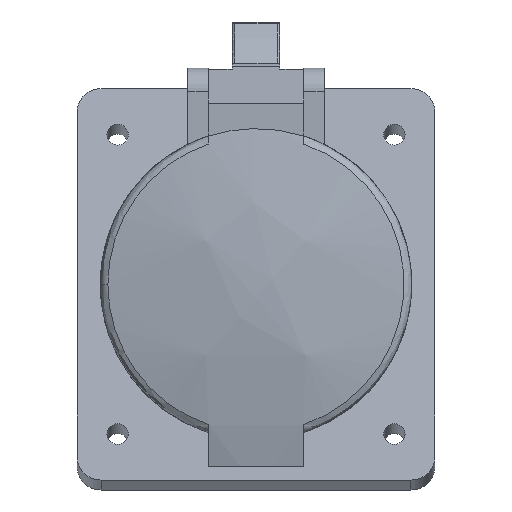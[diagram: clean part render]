
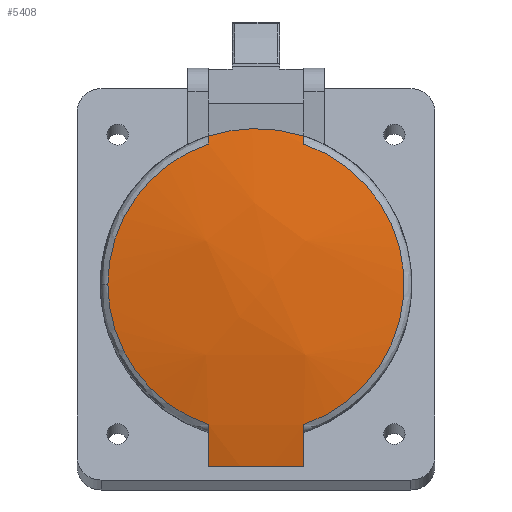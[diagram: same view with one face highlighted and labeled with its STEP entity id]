
A CAD part, top view. The second image highlights one B-rep face of the part: STEP entity #5408.
In plain terms, the highlighted free-form (B-spline) face has degree [3, 3] with [4, 4] control points.
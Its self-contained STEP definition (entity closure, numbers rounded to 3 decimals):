
#53 = CARTESIAN_POINT ( 'NONE',  ( 1.665, 34.365, 42.153 ) ) ;
#81 = CARTESIAN_POINT ( 'NONE',  ( 3.347, 34.231, 42.153 ) ) ;
#154 = CARTESIAN_POINT ( 'NONE',  ( 6.674, 33.709, 42.153 ) ) ;
#231 = CARTESIAN_POINT ( 'NONE',  ( 8.319, 33.32, 42.153 ) ) ;
#380 = CARTESIAN_POINT ( 'NONE',  ( 9.945, 32.796, 42.153 ) ) ;
#485 = VERTEX_POINT ( 'NONE', #1103 ) ;
#737 = ORIENTED_EDGE ( 'NONE', *, *, #7226, .T. ) ;
#1103 = CARTESIAN_POINT ( 'NONE',  ( 9.945, -36.434, 40.472 ) ) ;
#1107 = DIRECTION ( 'NONE',  ( -1., 0., 0. ) ) ;
#1417 = CIRCLE ( 'NONE', #19845, 145.067 ) ;
#1584 = CARTESIAN_POINT ( 'NONE',  ( 9.945, 31.126, 42.498 ) ) ;
#1612 = CARTESIAN_POINT ( 'NONE',  ( 9.945, 31.684, 42.386 ) ) ;
#1769 = AXIS2_PLACEMENT_3D ( 'NONE', #13683, #13636, #13607 ) ;
#1817 = CARTESIAN_POINT ( 'NONE',  ( 9.945, 32.796, 42.153 ) ) ;
#1834 = CARTESIAN_POINT ( 'NONE',  ( 9.945, 32.24, 42.272 ) ) ;
#1872 = CARTESIAN_POINT ( 'NONE',  ( 9.945, 31.126, 42.498 ) ) ;
#2674 = ORIENTED_EDGE ( 'NONE', *, *, #6379, .T. ) ;
#2979 = B_SPLINE_CURVE_WITH_KNOTS ( 'NONE', 3,
 ( #9876, #9449, #8930, #8890 ),
 .UNSPECIFIED., .F., .F.,
 ( 4, 4 ),
 ( 0., 0.009 ),
 .UNSPECIFIED. ) ;
#3202 = CARTESIAN_POINT ( 'NONE',  ( -4.275, 34.103, 42.153 ) ) ;
#3335 = VERTEX_POINT ( 'NONE', #4680 ) ;
#3512 = CARTESIAN_POINT ( 'NONE',  ( -3.434, 34.201, 42.153 ) ) ;
#3575 = CARTESIAN_POINT ( 'NONE',  ( -10.055, 31.126, 42.498 ) ) ;
#3664 = CIRCLE ( 'NONE', #19558, 31.064 ) ;
#4094 = ORIENTED_EDGE ( 'NONE', *, *, #5837, .F. ) ;
#4515 = CIRCLE ( 'NONE', #5474, 31.064 ) ;
#4680 = CARTESIAN_POINT ( 'NONE',  ( 9.945, 32.796, 42.153 ) ) ;
#4989 = ORIENTED_EDGE ( 'NONE', *, *, #7292, .T. ) ;
#5181 = CARTESIAN_POINT ( 'NONE',  ( -6.78, 33.71, 42.153 ) ) ;
#5230 = VERTEX_POINT ( 'NONE', #15354 ) ;
#5408 = ADVANCED_FACE ( 'NONE', ( #19682 ), #5481, .T. ) ;
#5409 = EDGE_CURVE ( 'NONE', #15499, #8613, #15872, .T. ) ;
#5474 = AXIS2_PLACEMENT_3D ( 'NONE', #21875, #11517, #1107 ) ;
#5481 =( BOUNDED_SURFACE ( )  B_SPLINE_SURFACE ( 3, 3, ( 
 ( #12235, #11895, #11863, #11789 ),
 ( #11671, #11641, #11598, #11572 ),
 ( #11524, #11500, #11453, #11418 ),
 ( #11364, #11333, #11291, #11267 ) ),
 .UNSPECIFIED., .F., .F., .F. ) 
 B_SPLINE_SURFACE_WITH_KNOTS ( ( 4, 4 ),
 ( 4, 4 ),
 ( 0., 1. ),
 ( 0., 1. ),
 .UNSPECIFIED. ) 
 GEOMETRIC_REPRESENTATION_ITEM ( )  RATIONAL_B_SPLINE_SURFACE ( (
 ( 1., 0.985, 0.985, 1.),
 ( 0.981, 0.966, 0.966, 0.981),
 ( 0.981, 0.966, 0.966, 0.981),
 ( 1., 0.985, 0.985, 1.) ) ) 
 REPRESENTATION_ITEM ( '' )  SURFACE ( )  );
#5801 = CARTESIAN_POINT ( 'NONE',  ( -10.055, 32.796, 42.153 ) ) ;
#5837 = EDGE_CURVE ( 'NONE', #3335, #14079, #8857, .T. ) ;
#6379 = EDGE_CURVE ( 'NONE', #5230, #19774, #9609, .T. ) ;
#6543 = CARTESIAN_POINT ( 'NONE',  ( -10.055, -27.695, 42.498 ) ) ;
#6576 = EDGE_CURVE ( 'NONE', #19774, #17691, #2979, .T. ) ;
#6756 = EDGE_LOOP ( 'NONE', ( #22158, #10410, #8828, #2674, #7191, #737, #4989, #16817, #4094 ) ) ;
#7191 = ORIENTED_EDGE ( 'NONE', *, *, #6576, .T. ) ;
#7226 = EDGE_CURVE ( 'NONE', #17691, #485, #1417, .T. ) ;
#7272 = DIRECTION ( 'NONE',  ( -1., 0., 0. ) ) ;
#7292 = EDGE_CURVE ( 'NONE', #485, #17798, #14106, .T. ) ;
#7348 = DIRECTION ( 'NONE',  ( 0., 0., 1. ) ) ;
#7354 = EDGE_CURVE ( 'NONE', #17798, #14079, #3664, .T. ) ;
#7425 = CARTESIAN_POINT ( 'NONE',  ( -0.055, 1.716, 42.498 ) ) ;
#7520 = EDGE_CURVE ( 'NONE', #3335, #8613, #21835, .T. ) ;
#8613 = VERTEX_POINT ( 'NONE', #11872 ) ;
#8828 = ORIENTED_EDGE ( 'NONE', *, *, #20151, .T. ) ;
#8857 = B_SPLINE_CURVE_WITH_KNOTS ( 'NONE', 3,
 ( #1817, #1834, #1612, #1584 ),
 .UNSPECIFIED., .F., .F.,
 ( 4, 4 ),
 ( 0., 0.002 ),
 .UNSPECIFIED. ) ;
#8890 = CARTESIAN_POINT ( 'NONE',  ( -10.055, -36.434, 40.472 ) ) ;
#8930 = CARTESIAN_POINT ( 'NONE',  ( -10.055, -33.542, 41.235 ) ) ;
#9449 = CARTESIAN_POINT ( 'NONE',  ( -10.055, -30.628, 41.91 ) ) ;
#9609 = CIRCLE ( 'NONE', #1769, 31.064 ) ;
#9731 = CARTESIAN_POINT ( 'NONE',  ( 9.945, -27.695, 42.498 ) ) ;
#9812 = CARTESIAN_POINT ( 'NONE',  ( 9.945, -30.628, 41.91 ) ) ;
#9876 = CARTESIAN_POINT ( 'NONE',  ( -10.055, -27.695, 42.498 ) ) ;
#9890 = CARTESIAN_POINT ( 'NONE',  ( 9.945, -33.542, 41.235 ) ) ;
#10037 = CARTESIAN_POINT ( 'NONE',  ( 9.945, -36.434, 40.472 ) ) ;
#10410 = ORIENTED_EDGE ( 'NONE', *, *, #5409, .F. ) ;
#10673 = CARTESIAN_POINT ( 'NONE',  ( -0.886, 34.366, 42.153 ) ) ;
#10852 = CARTESIAN_POINT ( 'NONE',  ( -10.055, 32.796, 42.153 ) ) ;
#11000 = CARTESIAN_POINT ( 'NONE',  ( -10.055, 31.126, 42.498 ) ) ;
#11072 = CARTESIAN_POINT ( 'NONE',  ( -10.055, 32.24, 42.272 ) ) ;
#11267 = CARTESIAN_POINT ( 'NONE',  ( -30.849, 34.869, 38.763 ) ) ;
#11291 = CARTESIAN_POINT ( 'NONE',  ( -10.475, 34.869, 43.15 ) ) ;
#11333 = CARTESIAN_POINT ( 'NONE',  ( 10.366, 34.869, 43.15 ) ) ;
#11364 = CARTESIAN_POINT ( 'NONE',  ( 30.739, 34.869, 38.763 ) ) ;
#11418 = CARTESIAN_POINT ( 'NONE',  ( -31.976, 11.234, 43.999 ) ) ;
#11453 = CARTESIAN_POINT ( 'NONE',  ( -10.857, 11.234, 48.546 ) ) ;
#11500 = CARTESIAN_POINT ( 'NONE',  ( 10.747, 11.234, 48.546 ) ) ;
#11517 = DIRECTION ( 'NONE',  ( 0., 0., 1. ) ) ;
#11524 = CARTESIAN_POINT ( 'NONE',  ( 31.867, 11.234, 43.999 ) ) ;
#11572 = CARTESIAN_POINT ( 'NONE',  ( -31.889, -12.997, 43.593 ) ) ;
#11598 = CARTESIAN_POINT ( 'NONE',  ( -10.827, -12.997, 48.128 ) ) ;
#11641 = CARTESIAN_POINT ( 'NONE',  ( 10.717, -12.997, 48.128 ) ) ;
#11671 = CARTESIAN_POINT ( 'NONE',  ( 31.779, -12.997, 43.593 ) ) ;
#11789 = CARTESIAN_POINT ( 'NONE',  ( -30.591, -36.434, 37.567 ) ) ;
#11863 = CARTESIAN_POINT ( 'NONE',  ( -10.388, -36.434, 41.917 ) ) ;
#11872 = CARTESIAN_POINT ( 'NONE',  ( -10.055, 32.796, 42.153 ) ) ;
#11895 = CARTESIAN_POINT ( 'NONE',  ( 10.278, -36.434, 41.917 ) ) ;
#11946 = CARTESIAN_POINT ( 'NONE',  ( -10.055, 31.684, 42.386 ) ) ;
#12102 = DIRECTION ( 'NONE',  ( 0., 0., -1. ) ) ;
#12152 = DIRECTION ( 'NONE',  ( 0., 1., 0. ) ) ;
#12177 = CARTESIAN_POINT ( 'NONE',  ( -0.055, -36.434, -104.25 ) ) ;
#12235 = CARTESIAN_POINT ( 'NONE',  ( 30.482, -36.434, 37.567 ) ) ;
#13607 = DIRECTION ( 'NONE',  ( -1., 0., 0. ) ) ;
#13636 = DIRECTION ( 'NONE',  ( 0., 0., 1. ) ) ;
#13683 = CARTESIAN_POINT ( 'NONE',  ( -0.055, 1.716, 42.498 ) ) ;
#14079 = VERTEX_POINT ( 'NONE', #1872 ) ;
#14106 = B_SPLINE_CURVE_WITH_KNOTS ( 'NONE', 3,
 ( #10037, #9890, #9812, #9731 ),
 .UNSPECIFIED., .F., .F.,
 ( 4, 4 ),
 ( 0., 0.009 ),
 .UNSPECIFIED. ) ;
#15354 = CARTESIAN_POINT ( 'NONE',  ( -31.119, 1.716, 42.498 ) ) ;
#15499 = VERTEX_POINT ( 'NONE', #3575 ) ;
#15872 = B_SPLINE_CURVE_WITH_KNOTS ( 'NONE', 3,
 ( #11000, #11946, #11072, #10852 ),
 .UNSPECIFIED., .F., .F.,
 ( 4, 4 ),
 ( 0., 0.002 ),
 .UNSPECIFIED. ) ;
#16817 = ORIENTED_EDGE ( 'NONE', *, *, #7354, .T. ) ;
#17415 = CARTESIAN_POINT ( 'NONE',  ( -8.429, 33.32, 42.153 ) ) ;
#17691 = VERTEX_POINT ( 'NONE', #19983 ) ;
#17798 = VERTEX_POINT ( 'NONE', #22067 ) ;
#18837 = CARTESIAN_POINT ( 'NONE',  ( -1.741, 34.333, 42.153 ) ) ;
#19558 = AXIS2_PLACEMENT_3D ( 'NONE', #7425, #7348, #7272 ) ;
#19682 = FACE_OUTER_BOUND ( 'NONE', #6756, .T. ) ;
#19774 = VERTEX_POINT ( 'NONE', #6543 ) ;
#19845 = AXIS2_PLACEMENT_3D ( 'NONE', #12177, #12152, #12102 ) ;
#19983 = CARTESIAN_POINT ( 'NONE',  ( -10.055, -36.434, 40.472 ) ) ;
#20151 = EDGE_CURVE ( 'NONE', #15499, #5230, #4515, .T. ) ;
#21835 = B_SPLINE_CURVE_WITH_KNOTS ( 'NONE', 3,
 ( #380, #231, #154, #81, #53, #10673, #18837, #3512, #3202, #5181, #17415, #5801 ),
 .UNSPECIFIED., .F., .F.,
 ( 4, 2, 2, 2, 2, 4 ),
 ( 0., 0.005, 0.01, 0.013, 0.015, 0.02 ),
 .UNSPECIFIED. ) ;
#21875 = CARTESIAN_POINT ( 'NONE',  ( -0.055, 1.716, 42.498 ) ) ;
#22067 = CARTESIAN_POINT ( 'NONE',  ( 9.945, -27.695, 42.498 ) ) ;
#22158 = ORIENTED_EDGE ( 'NONE', *, *, #7520, .T. ) ;
